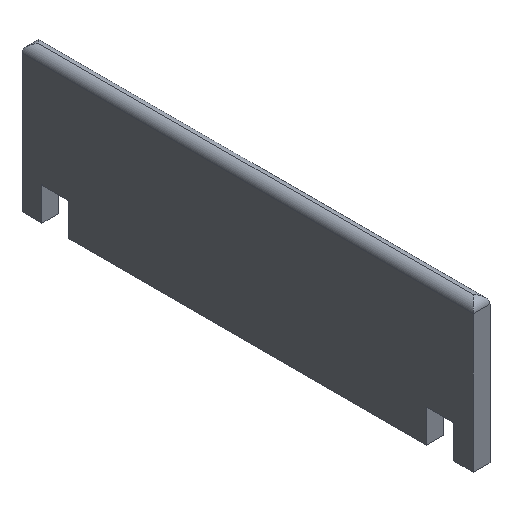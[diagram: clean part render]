
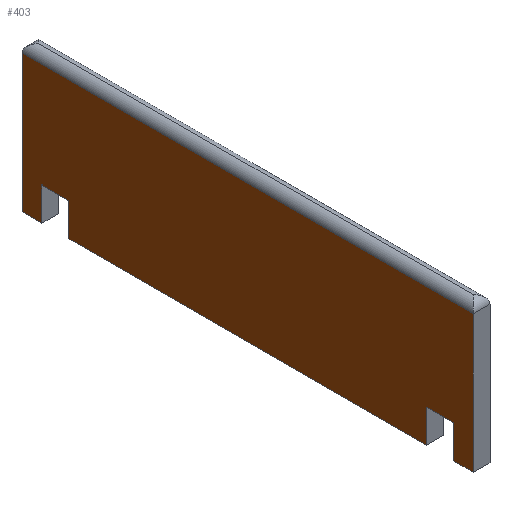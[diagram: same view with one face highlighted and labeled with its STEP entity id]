
A CAD part, isometric view. The second image highlights one B-rep face of the part: STEP entity #403.
In plain terms, the highlighted planar face has unit normal (-1, 0, 0).
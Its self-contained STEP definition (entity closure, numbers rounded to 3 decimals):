
#36=CARTESIAN_POINT('Line Origine',(0.,0.,0.)) ;
#40=CARTESIAN_POINT('Vertex',(0.,27.,0.)) ;
#42=CARTESIAN_POINT('Vertex',(0.,-27.,0.)) ;
#76=CARTESIAN_POINT('Line Origine',(0.,27.,2.5)) ;
#80=CARTESIAN_POINT('Vertex',(0.,27.,5.)) ;
#107=CARTESIAN_POINT('Line Origine',(0.,29.05,5.)) ;
#111=CARTESIAN_POINT('Vertex',(0.,31.1,5.)) ;
#138=CARTESIAN_POINT('Line Origine',(0.,31.1,2.5)) ;
#142=CARTESIAN_POINT('Vertex',(0.,31.1,0.)) ;
#164=CARTESIAN_POINT('Line Origine',(0.,32.6,0.)) ;
#168=CARTESIAN_POINT('Vertex',(0.,34.1,0.)) ;
#202=CARTESIAN_POINT('Line Origine',(0.,34.1,10.375)) ;
#206=CARTESIAN_POINT('Vertex',(0.,34.1,20.75)) ;
#267=CARTESIAN_POINT('Line Origine',(0.,0.,20.75)) ;
#271=CARTESIAN_POINT('Vertex',(0.,-34.1,20.75)) ;
#351=CARTESIAN_POINT('Axis2P3D Location',(0.,0.,0.)) ;
#356=CARTESIAN_POINT('Line Origine',(0.,-27.,2.5)) ;
#360=CARTESIAN_POINT('Vertex',(0.,-27.,5.)) ;
#363=CARTESIAN_POINT('Line Origine',(0.,-29.05,5.)) ;
#367=CARTESIAN_POINT('Vertex',(0.,-31.1,5.)) ;
#370=CARTESIAN_POINT('Line Origine',(0.,-31.1,2.5)) ;
#374=CARTESIAN_POINT('Vertex',(0.,-31.1,0.)) ;
#377=CARTESIAN_POINT('Line Origine',(0.,-32.6,0.)) ;
#381=CARTESIAN_POINT('Vertex',(0.,-34.1,0.)) ;
#384=CARTESIAN_POINT('Line Origine',(0.,-34.1,10.375)) ;
#38=VECTOR('Line Direction',#37,1.) ;
#78=VECTOR('Line Direction',#77,1.) ;
#109=VECTOR('Line Direction',#108,1.) ;
#140=VECTOR('Line Direction',#139,1.) ;
#166=VECTOR('Line Direction',#165,1.) ;
#204=VECTOR('Line Direction',#203,1.) ;
#269=VECTOR('Line Direction',#268,1.) ;
#358=VECTOR('Line Direction',#357,1.) ;
#365=VECTOR('Line Direction',#364,1.) ;
#372=VECTOR('Line Direction',#371,1.) ;
#379=VECTOR('Line Direction',#378,1.) ;
#386=VECTOR('Line Direction',#385,1.) ;
#37=DIRECTION('Vector Direction',(0.,1.,0.)) ;
#77=DIRECTION('Vector Direction',(0.,0.,1.)) ;
#108=DIRECTION('Vector Direction',(0.,1.,0.)) ;
#139=DIRECTION('Vector Direction',(0.,0.,-1.)) ;
#165=DIRECTION('Vector Direction',(0.,1.,0.)) ;
#203=DIRECTION('Vector Direction',(0.,0.,1.)) ;
#268=DIRECTION('Vector Direction',(0.,-1.,0.)) ;
#352=DIRECTION('Axis2P3D Direction',(1.,0.,0.)) ;
#353=DIRECTION('Axis2P3D XDirection',(0.,1.,0.)) ;
#357=DIRECTION('Vector Direction',(0.,0.,1.)) ;
#364=DIRECTION('Vector Direction',(0.,1.,0.)) ;
#371=DIRECTION('Vector Direction',(0.,0.,-1.)) ;
#378=DIRECTION('Vector Direction',(0.,1.,0.)) ;
#385=DIRECTION('Vector Direction',(0.,0.,1.)) ;
#354=AXIS2_PLACEMENT_3D('Plane Axis2P3D',#351,#352,#353) ;
#39=LINE('Line',#36,#38) ;
#79=LINE('Line',#76,#78) ;
#110=LINE('Line',#107,#109) ;
#141=LINE('Line',#138,#140) ;
#167=LINE('Line',#164,#166) ;
#205=LINE('Line',#202,#204) ;
#270=LINE('Line',#267,#269) ;
#359=LINE('Line',#356,#358) ;
#366=LINE('Line',#363,#365) ;
#373=LINE('Line',#370,#372) ;
#380=LINE('Line',#377,#379) ;
#387=LINE('Line',#384,#386) ;
#355=PLANE('',#354) ;
#44=EDGE_CURVE('',#41,#43,#39,.F.) ;
#82=EDGE_CURVE('',#41,#81,#79,.T.) ;
#113=EDGE_CURVE('',#81,#112,#110,.T.) ;
#144=EDGE_CURVE('',#112,#143,#141,.T.) ;
#170=EDGE_CURVE('',#143,#169,#167,.T.) ;
#208=EDGE_CURVE('',#169,#207,#205,.T.) ;
#273=EDGE_CURVE('',#272,#207,#270,.F.) ;
#362=EDGE_CURVE('',#43,#361,#359,.T.) ;
#369=EDGE_CURVE('',#361,#368,#366,.F.) ;
#376=EDGE_CURVE('',#368,#375,#373,.T.) ;
#383=EDGE_CURVE('',#375,#382,#380,.F.) ;
#388=EDGE_CURVE('',#382,#272,#387,.T.) ;
#390=ORIENTED_EDGE('',*,*,#273,.T.) ;
#391=ORIENTED_EDGE('',*,*,#208,.F.) ;
#392=ORIENTED_EDGE('',*,*,#170,.F.) ;
#393=ORIENTED_EDGE('',*,*,#144,.F.) ;
#394=ORIENTED_EDGE('',*,*,#113,.F.) ;
#395=ORIENTED_EDGE('',*,*,#82,.F.) ;
#396=ORIENTED_EDGE('',*,*,#44,.T.) ;
#397=ORIENTED_EDGE('',*,*,#362,.T.) ;
#398=ORIENTED_EDGE('',*,*,#369,.T.) ;
#399=ORIENTED_EDGE('',*,*,#376,.T.) ;
#400=ORIENTED_EDGE('',*,*,#383,.T.) ;
#401=ORIENTED_EDGE('',*,*,#388,.T.) ;
#389=EDGE_LOOP('',(#390,#391,#392,#393,#394,#395,#396,#397,#398,#399,#400,#401)) ;
#41=VERTEX_POINT('',#40) ;
#43=VERTEX_POINT('',#42) ;
#81=VERTEX_POINT('',#80) ;
#112=VERTEX_POINT('',#111) ;
#143=VERTEX_POINT('',#142) ;
#169=VERTEX_POINT('',#168) ;
#207=VERTEX_POINT('',#206) ;
#272=VERTEX_POINT('',#271) ;
#361=VERTEX_POINT('',#360) ;
#368=VERTEX_POINT('',#367) ;
#375=VERTEX_POINT('',#374) ;
#382=VERTEX_POINT('',#381) ;
#403=ADVANCED_FACE('PartBody',(#402),#355,.F.) ;
#402=FACE_OUTER_BOUND('',#389,.T.) ;
